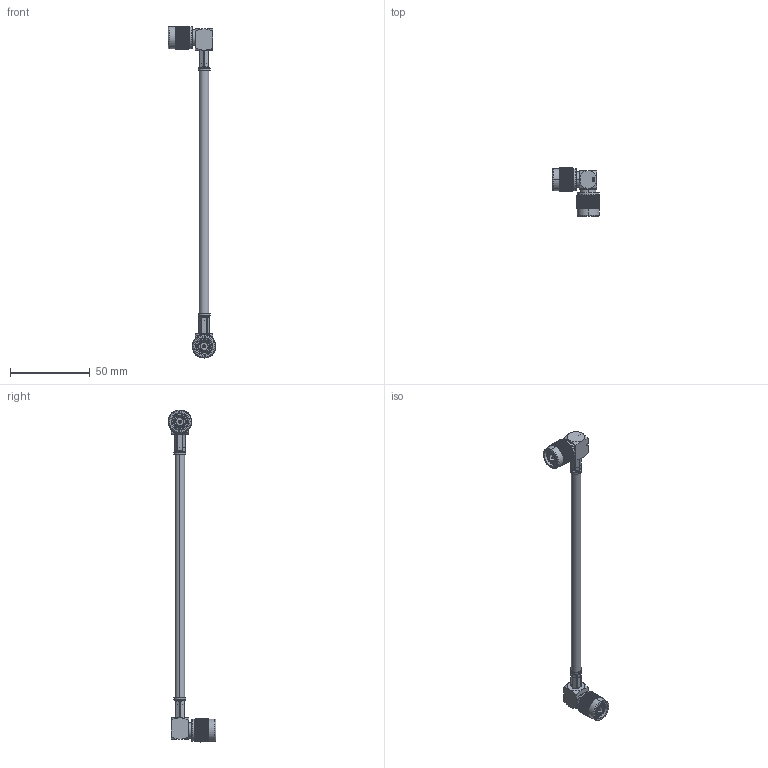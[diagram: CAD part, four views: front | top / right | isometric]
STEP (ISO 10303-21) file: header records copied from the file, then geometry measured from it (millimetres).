
FILE_DESCRIPTION (( 'STEP AP203' ), '1' );
FILE_NAME ('PE3C2805-PH90.step', '2020-09-09T16:35:10', ( '' ), ( '' ), 'SwSTEP 2.0', 'SolidWorks 2018', '' );
FILE_SCHEMA (( 'CONFIG_CONTROL_DESIGN' ));
Products named in the file (3): LMR-240^PE3C2805-PH90_LMR-240; PE44635 ｦ FMCN1422_Crimped; PE3C2805-PH90
Assembly tree (3 placements, depth 2):
  PE3C2805-PH90
    LMR-240^PE3C2805-PH90_LMR-240
    PE44635 ｦ FMCN1422_Crimped  x2
Bounding box: 29.8 x 29.8 x 208.07 mm (x, y, z)
Volume: 10541.2 mm3; surface area: 11905.9 mm2
Topology: 11 solids, 11 shells, 5830 faces, 12584 edges, 6792 vertices
Faces by surface type: bspline 4018, cylinder 1290, plane 344, cone 166, torus 12
Entity records: 112280 total; most frequent: CARTESIAN_POINT 71724, ORIENTED_EDGE 12590, EDGE_CURVE 6295, VERTEX_POINT 3398, DIRECTION 3107, EDGE_LOOP 2929, FACE_OUTER_BOUND 2917, ADVANCED_FACE 2917
